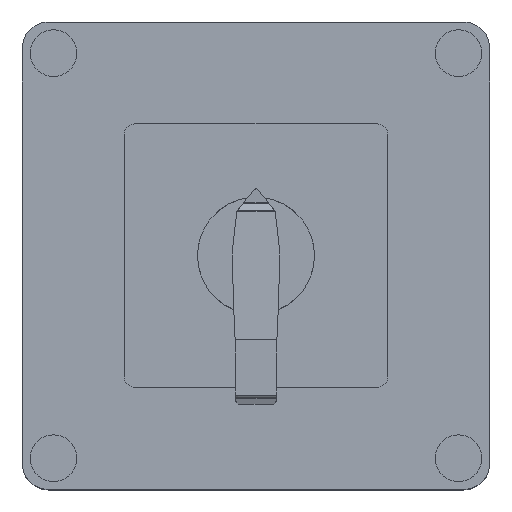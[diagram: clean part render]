
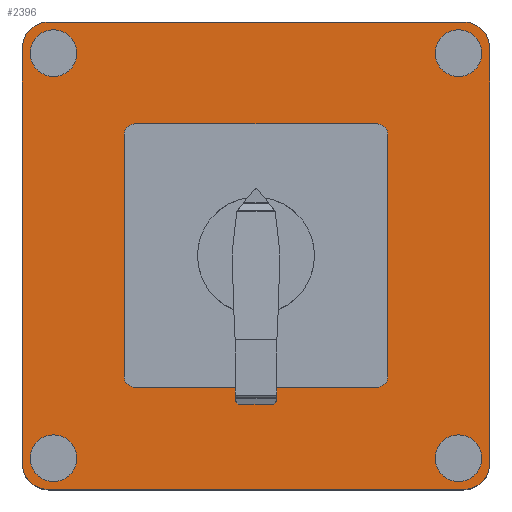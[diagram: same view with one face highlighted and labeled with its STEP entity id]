
A CAD part, top view. The second image highlights one B-rep face of the part: STEP entity #2396.
In plain terms, the highlighted planar face has unit normal (0, 0, 1).
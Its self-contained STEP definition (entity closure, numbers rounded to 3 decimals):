
#1894=CARTESIAN_POINT('',(102.666,42.167,85.556));
#1895=VERTEX_POINT('',#1894);
#1904=CARTESIAN_POINT('',(108.166,47.667,85.556));
#1905=VERTEX_POINT('',#1904);
#1906=CARTESIAN_POINT('',(102.666,47.667,85.556));
#1907=DIRECTION('',(0.0,0.0,-1.0));
#1908=DIRECTION('',(0.0,-1.0,0.0));
#1909=AXIS2_PLACEMENT_3D('',#1906,#1907,#1908);
#1910=CIRCLE('',#1909,5.5);
#1911=EDGE_CURVE('',#1905,#1895,#1910,.T.);
#1913=CARTESIAN_POINT('',(102.666,53.167,85.556));
#1914=VERTEX_POINT('',#1913);
#1915=CARTESIAN_POINT('',(102.666,47.667,85.556));
#1916=DIRECTION('',(0.0,0.0,-1.0));
#1917=DIRECTION('',(0.0,-1.0,0.0));
#1918=AXIS2_PLACEMENT_3D('',#1915,#1916,#1917);
#1919=CIRCLE('',#1918,5.5);
#1920=EDGE_CURVE('',#1914,#1905,#1919,.T.);
#1945=CARTESIAN_POINT('',(1.833,47.667,85.556));
#1946=VERTEX_POINT('',#1945);
#1955=CARTESIAN_POINT('',(7.333,42.167,85.556));
#1956=VERTEX_POINT('',#1955);
#1957=CARTESIAN_POINT('',(7.333,47.667,85.556));
#1958=DIRECTION('',(0.0,0.0,-1.0));
#1959=DIRECTION('',(-1.0,0.0,0.0));
#1960=AXIS2_PLACEMENT_3D('',#1957,#1958,#1959);
#1961=CIRCLE('',#1960,5.5);
#1962=EDGE_CURVE('',#1956,#1946,#1961,.T.);
#1964=CARTESIAN_POINT('',(12.833,47.667,85.556));
#1965=VERTEX_POINT('',#1964);
#1966=CARTESIAN_POINT('',(7.333,47.667,85.556));
#1967=DIRECTION('',(0.0,0.0,-1.0));
#1968=DIRECTION('',(-1.0,0.0,0.0));
#1969=AXIS2_PLACEMENT_3D('',#1966,#1967,#1968);
#1970=CIRCLE('',#1969,5.5);
#1971=EDGE_CURVE('',#1965,#1956,#1970,.T.);
#1996=CARTESIAN_POINT('',(102.666,-53.166,85.556));
#1997=VERTEX_POINT('',#1996);
#2006=CARTESIAN_POINT('',(108.166,-47.666,85.556));
#2007=VERTEX_POINT('',#2006);
#2008=CARTESIAN_POINT('',(102.666,-47.666,85.556));
#2009=DIRECTION('',(0.0,0.0,-1.0));
#2010=DIRECTION('',(0.0,-1.0,0.0));
#2011=AXIS2_PLACEMENT_3D('',#2008,#2009,#2010);
#2012=CIRCLE('',#2011,5.5);
#2013=EDGE_CURVE('',#2007,#1997,#2012,.T.);
#2015=CARTESIAN_POINT('',(102.666,-42.167,85.556));
#2016=VERTEX_POINT('',#2015);
#2017=CARTESIAN_POINT('',(102.666,-47.666,85.556));
#2018=DIRECTION('',(0.0,0.0,-1.0));
#2019=DIRECTION('',(0.0,-1.0,0.0));
#2020=AXIS2_PLACEMENT_3D('',#2017,#2018,#2019);
#2021=CIRCLE('',#2020,5.5);
#2022=EDGE_CURVE('',#2016,#2007,#2021,.T.);
#2047=CARTESIAN_POINT('',(7.333,-42.167,85.556));
#2048=VERTEX_POINT('',#2047);
#2057=CARTESIAN_POINT('',(1.833,-47.666,85.556));
#2058=VERTEX_POINT('',#2057);
#2059=CARTESIAN_POINT('',(7.333,-47.666,85.556));
#2060=DIRECTION('',(0.0,0.0,-1.0));
#2061=DIRECTION('',(0.0,1.0,0.0));
#2062=AXIS2_PLACEMENT_3D('',#2059,#2060,#2061);
#2063=CIRCLE('',#2062,5.5);
#2064=EDGE_CURVE('',#2058,#2048,#2063,.T.);
#2066=CARTESIAN_POINT('',(7.333,-53.166,85.556));
#2067=VERTEX_POINT('',#2066);
#2068=CARTESIAN_POINT('',(7.333,-47.666,85.556));
#2069=DIRECTION('',(0.0,0.0,-1.0));
#2070=DIRECTION('',(0.0,1.0,0.0));
#2071=AXIS2_PLACEMENT_3D('',#2068,#2069,#2070);
#2072=CIRCLE('',#2071,5.5);
#2073=EDGE_CURVE('',#2067,#2058,#2072,.T.);
#2116=CARTESIAN_POINT('',(7.333,-47.666,85.556));
#2117=DIRECTION('',(0.0,0.0,-1.0));
#2118=DIRECTION('',(0.0,1.0,0.0));
#2119=AXIS2_PLACEMENT_3D('',#2116,#2117,#2118);
#2120=CIRCLE('',#2119,5.5);
#2121=EDGE_CURVE('',#2048,#2067,#2120,.T.);
#2160=CARTESIAN_POINT('',(102.666,-47.666,85.556));
#2161=DIRECTION('',(0.0,0.0,-1.0));
#2162=DIRECTION('',(0.0,-1.0,0.0));
#2163=AXIS2_PLACEMENT_3D('',#2160,#2161,#2162);
#2164=CIRCLE('',#2163,5.5);
#2165=EDGE_CURVE('',#1997,#2016,#2164,.T.);
#2204=CARTESIAN_POINT('',(7.333,47.667,85.556));
#2205=DIRECTION('',(0.0,0.0,-1.0));
#2206=DIRECTION('',(-1.0,0.0,0.0));
#2207=AXIS2_PLACEMENT_3D('',#2204,#2205,#2206);
#2208=CIRCLE('',#2207,5.5);
#2209=EDGE_CURVE('',#1946,#1965,#2208,.T.);
#2248=CARTESIAN_POINT('',(102.666,47.667,85.556));
#2249=DIRECTION('',(0.0,0.0,-1.0));
#2250=DIRECTION('',(0.0,-1.0,0.0));
#2251=AXIS2_PLACEMENT_3D('',#2248,#2249,#2250);
#2252=CIRCLE('',#2251,5.5);
#2253=EDGE_CURVE('',#1895,#1914,#2252,.T.);
#2285=CARTESIAN_POINT('',(6.111,-55.,85.556));
#2286=VERTEX_POINT('',#2285);
#2293=CARTESIAN_POINT('',(0.0,-48.889,85.556));
#2294=VERTEX_POINT('',#2293);
#2295=CARTESIAN_POINT('',(6.111,-48.889,85.556));
#2296=DIRECTION('',(0.0,0.0,-1.0));
#2297=DIRECTION('',(-0.707,-0.707,0.0));
#2298=AXIS2_PLACEMENT_3D('',#2295,#2296,#2297);
#2299=CIRCLE('',#2298,6.111);
#2300=EDGE_CURVE('',#2286,#2294,#2299,.T.);
#2311=CARTESIAN_POINT('',(55.,0.,85.556));
#2312=DIRECTION('',(0.0,0.0,1.0));
#2313=DIRECTION('',(1.0,0.0,0.0));
#2314=AXIS2_PLACEMENT_3D('',#2311,#2312,#2313);
#2315=PLANE('',#2314);
#2316=ORIENTED_EDGE('',*,*,#2300,.F.);
#2317=CARTESIAN_POINT('',(103.889,-55.,85.556));
#2318=VERTEX_POINT('',#2317);
#2319=CARTESIAN_POINT('',(103.889,-55.,85.556));
#2320=DIRECTION('',(-1.0,0.0,0.0));
#2321=VECTOR('',#2320,97.778);
#2322=LINE('',#2319,#2321);
#2323=EDGE_CURVE('',#2318,#2286,#2322,.T.);
#2324=ORIENTED_EDGE('',*,*,#2323,.F.);
#2325=CARTESIAN_POINT('',(110.,-48.889,85.556));
#2326=VERTEX_POINT('',#2325);
#2327=CARTESIAN_POINT('',(103.889,-48.889,85.556));
#2328=DIRECTION('',(0.0,0.0,-1.0));
#2329=DIRECTION('',(0.707,-0.707,0.0));
#2330=AXIS2_PLACEMENT_3D('',#2327,#2328,#2329);
#2331=CIRCLE('',#2330,6.111);
#2332=EDGE_CURVE('',#2326,#2318,#2331,.T.);
#2333=ORIENTED_EDGE('',*,*,#2332,.F.);
#2334=CARTESIAN_POINT('',(110.,48.889,85.556));
#2335=VERTEX_POINT('',#2334);
#2336=CARTESIAN_POINT('',(110.,48.889,85.556));
#2337=DIRECTION('',(0.0,-1.0,0.0));
#2338=VECTOR('',#2337,97.778);
#2339=LINE('',#2336,#2338);
#2340=EDGE_CURVE('',#2335,#2326,#2339,.T.);
#2341=ORIENTED_EDGE('',*,*,#2340,.F.);
#2342=CARTESIAN_POINT('',(103.889,55.,85.556));
#2343=VERTEX_POINT('',#2342);
#2344=CARTESIAN_POINT('',(103.889,48.889,85.556));
#2345=DIRECTION('',(0.0,0.0,-1.0));
#2346=DIRECTION('',(0.707,0.707,0.0));
#2347=AXIS2_PLACEMENT_3D('',#2344,#2345,#2346);
#2348=CIRCLE('',#2347,6.111);
#2349=EDGE_CURVE('',#2343,#2335,#2348,.T.);
#2350=ORIENTED_EDGE('',*,*,#2349,.F.);
#2351=CARTESIAN_POINT('',(6.111,55.,85.556));
#2352=VERTEX_POINT('',#2351);
#2353=CARTESIAN_POINT('',(6.111,55.,85.556));
#2354=DIRECTION('',(1.0,0.0,0.0));
#2355=VECTOR('',#2354,97.778);
#2356=LINE('',#2353,#2355);
#2357=EDGE_CURVE('',#2352,#2343,#2356,.T.);
#2358=ORIENTED_EDGE('',*,*,#2357,.F.);
#2359=CARTESIAN_POINT('',(0.0,48.889,85.556));
#2360=VERTEX_POINT('',#2359);
#2361=CARTESIAN_POINT('',(6.111,48.889,85.556));
#2362=DIRECTION('',(0.0,0.0,-1.0));
#2363=DIRECTION('',(-0.707,0.707,0.0));
#2364=AXIS2_PLACEMENT_3D('',#2361,#2362,#2363);
#2365=CIRCLE('',#2364,6.111);
#2366=EDGE_CURVE('',#2360,#2352,#2365,.T.);
#2367=ORIENTED_EDGE('',*,*,#2366,.F.);
#2368=CARTESIAN_POINT('',(0.,-48.889,85.556));
#2369=DIRECTION('',(0.0,1.0,0.0));
#2370=VECTOR('',#2369,97.778);
#2371=LINE('',#2368,#2370);
#2372=EDGE_CURVE('',#2294,#2360,#2371,.T.);
#2373=ORIENTED_EDGE('',*,*,#2372,.F.);
#2374=EDGE_LOOP('',(#2316,#2324,#2333,#2341,#2350,#2358,#2367,#2373));
#2375=FACE_OUTER_BOUND('',#2374,.T.);
#2376=ORIENTED_EDGE('',*,*,#2064,.T.);
#2377=ORIENTED_EDGE('',*,*,#2121,.T.);
#2378=ORIENTED_EDGE('',*,*,#2073,.T.);
#2379=EDGE_LOOP('',(#2376,#2377,#2378));
#2380=FACE_BOUND('',#2379,.T.);
#2381=ORIENTED_EDGE('',*,*,#2013,.T.);
#2382=ORIENTED_EDGE('',*,*,#2165,.T.);
#2383=ORIENTED_EDGE('',*,*,#2022,.T.);
#2384=EDGE_LOOP('',(#2381,#2382,#2383));
#2385=FACE_BOUND('',#2384,.T.);
#2386=ORIENTED_EDGE('',*,*,#1962,.T.);
#2387=ORIENTED_EDGE('',*,*,#2209,.T.);
#2388=ORIENTED_EDGE('',*,*,#1971,.T.);
#2389=EDGE_LOOP('',(#2386,#2387,#2388));
#2390=FACE_BOUND('',#2389,.T.);
#2391=ORIENTED_EDGE('',*,*,#1911,.T.);
#2392=ORIENTED_EDGE('',*,*,#2253,.T.);
#2393=ORIENTED_EDGE('',*,*,#1920,.T.);
#2394=EDGE_LOOP('',(#2391,#2392,#2393));
#2395=FACE_BOUND('',#2394,.T.);
#2396=ADVANCED_FACE('',(#2375,#2380,#2385,#2390,#2395),#2315,.T.);
